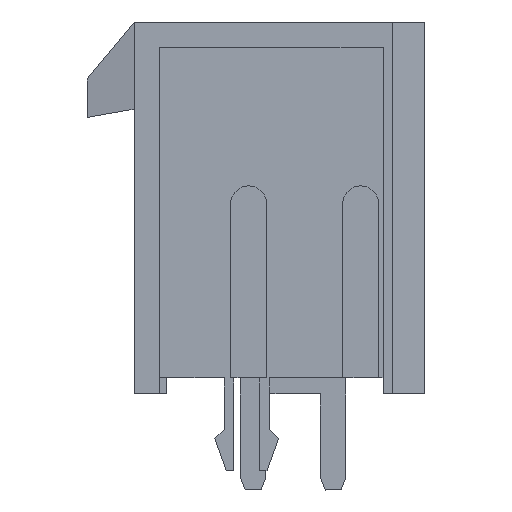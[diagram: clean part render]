
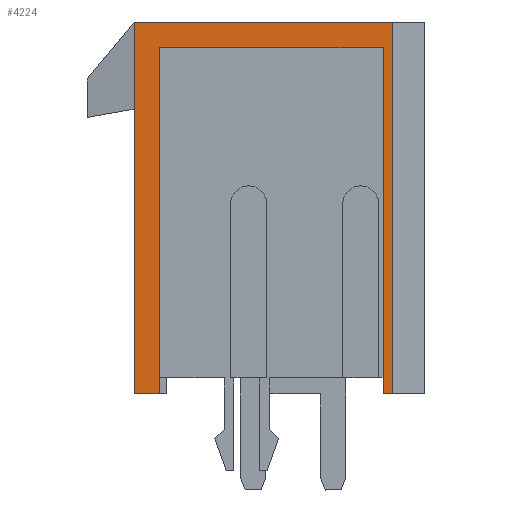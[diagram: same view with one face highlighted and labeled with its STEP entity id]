
A CAD part, left-side view. The second image highlights one B-rep face of the part: STEP entity #4224.
In plain terms, the highlighted planar face has unit normal (-1, 0, 0).
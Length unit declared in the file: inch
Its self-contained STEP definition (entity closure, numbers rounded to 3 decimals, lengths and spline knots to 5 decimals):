
#219 = ORIENTED_EDGE ( 'NONE', *, *, #4794, .T. ) ;
#361 = LINE ( 'NONE', #8758, #6377 ) ;
#391 = EDGE_CURVE ( 'NONE', #3198, #3074, #361, .T. ) ;
#405 = CARTESIAN_POINT ( 'NONE',  ( -0.267, 0.311, 0. ) ) ;
#774 = LINE ( 'NONE', #6187, #1325 ) ;
#871 = VECTOR ( 'NONE', #2367, 39.37008 ) ;
#976 = VECTOR ( 'NONE', #4481, 39.37008 ) ;
#1036 = CARTESIAN_POINT ( 'NONE',  ( -0.267, 0.311, 0. ) ) ;
#1245 = EDGE_CURVE ( 'NONE', #5593, #3190, #9226, .T. ) ;
#1325 = VECTOR ( 'NONE', #4082, 39.37008 ) ;
#1340 = EDGE_CURVE ( 'NONE', #2442, #1747, #7604, .T. ) ;
#1372 = LINE ( 'NONE', #405, #8824 ) ;
#1420 = LINE ( 'NONE', #9423, #976 ) ;
#1600 = VECTOR ( 'NONE', #7798, 39.37008 ) ;
#1608 = DIRECTION ( 'NONE',  ( 0., 0., -1. ) ) ;
#1640 = CARTESIAN_POINT ( 'NONE',  ( -0.267, 0.084, 0. ) ) ;
#1747 = VERTEX_POINT ( 'NONE', #4357 ) ;
#1851 = CARTESIAN_POINT ( 'NONE',  ( -0.267, 0.311, 0. ) ) ;
#1875 = LINE ( 'NONE', #1640, #871 ) ;
#1912 = ORIENTED_EDGE ( 'NONE', *, *, #7382, .T. ) ;
#2077 = CARTESIAN_POINT ( 'NONE',  ( -0.267, 0.084, 0.581 ) ) ;
#2232 = PLANE ( 'NONE',  #5403 ) ;
#2257 = CARTESIAN_POINT ( 'NONE',  ( -0.267, 0.311, 0. ) ) ;
#2367 = DIRECTION ( 'NONE',  ( 0., -1., 0. ) ) ;
#2442 = VERTEX_POINT ( 'NONE', #1851 ) ;
#2933 = ORIENTED_EDGE ( 'NONE', *, *, #1245, .F. ) ;
#3074 = VERTEX_POINT ( 'NONE', #3185 ) ;
#3155 = EDGE_CURVE ( 'NONE', #1747, #3198, #774, .T. ) ;
#3185 = CARTESIAN_POINT ( 'NONE',  ( -0.267, -0.078, 0.541 ) ) ;
#3190 = VERTEX_POINT ( 'NONE', #3234 ) ;
#3198 = VERTEX_POINT ( 'NONE', #7592 ) ;
#3234 = CARTESIAN_POINT ( 'NONE',  ( -0.267, -0.093, 0. ) ) ;
#3388 = DIRECTION ( 'NONE',  ( 0., 0., -1. ) ) ;
#4082 = DIRECTION ( 'NONE',  ( 0., 0., 1. ) ) ;
#4224 = ADVANCED_FACE ( 'NONE', ( #7845 ), #2232, .T. ) ;
#4357 = CARTESIAN_POINT ( 'NONE',  ( -0.267, 0.271, 0. ) ) ;
#4481 = DIRECTION ( 'NONE',  ( 0., 0., -1. ) ) ;
#4491 = CARTESIAN_POINT ( 'NONE',  ( -0.267, -0.093, 0. ) ) ;
#4736 = DIRECTION ( 'NONE',  ( 0., -1., 0. ) ) ;
#4794 = EDGE_CURVE ( 'NONE', #6541, #3190, #1875, .T. ) ;
#4998 = VECTOR ( 'NONE', #4736, 39.37008 ) ;
#5341 = LINE ( 'NONE', #2077, #1600 ) ;
#5403 = AXIS2_PLACEMENT_3D ( 'NONE', #2257, #6640, #7282 ) ;
#5593 = VERTEX_POINT ( 'NONE', #9073 ) ;
#5730 = ORIENTED_EDGE ( 'NONE', *, *, #3155, .T. ) ;
#6187 = CARTESIAN_POINT ( 'NONE',  ( -0.267, 0.271, 0. ) ) ;
#6377 = VECTOR ( 'NONE', #9418, 39.37008 ) ;
#6393 = EDGE_LOOP ( 'NONE', ( #8345, #5730, #7770, #1912, #219, #2933, #8940, #9289 ) ) ;
#6541 = VERTEX_POINT ( 'NONE', #6941 ) ;
#6640 = DIRECTION ( 'NONE',  ( -1., 0., 0. ) ) ;
#6941 = CARTESIAN_POINT ( 'NONE',  ( -0.267, -0.078, 0. ) ) ;
#7006 = EDGE_CURVE ( 'NONE', #8029, #2442, #1372, .T. ) ;
#7282 = DIRECTION ( 'NONE',  ( 0., -1., 0. ) ) ;
#7382 = EDGE_CURVE ( 'NONE', #3074, #6541, #1420, .T. ) ;
#7495 = VECTOR ( 'NONE', #1608, 39.37008 ) ;
#7592 = CARTESIAN_POINT ( 'NONE',  ( -0.267, 0.271, 0.541 ) ) ;
#7604 = LINE ( 'NONE', #1036, #4998 ) ;
#7770 = ORIENTED_EDGE ( 'NONE', *, *, #391, .T. ) ;
#7798 = DIRECTION ( 'NONE',  ( 0., -1., 0. ) ) ;
#7845 = FACE_OUTER_BOUND ( 'NONE', #6393, .T. ) ;
#8029 = VERTEX_POINT ( 'NONE', #8042 ) ;
#8042 = CARTESIAN_POINT ( 'NONE',  ( -0.267, 0.311, 0.581 ) ) ;
#8345 = ORIENTED_EDGE ( 'NONE', *, *, #1340, .T. ) ;
#8758 = CARTESIAN_POINT ( 'NONE',  ( -0.267, 0.311, 0.541 ) ) ;
#8824 = VECTOR ( 'NONE', #3388, 39.37008 ) ;
#8940 = ORIENTED_EDGE ( 'NONE', *, *, #9333, .F. ) ;
#9073 = CARTESIAN_POINT ( 'NONE',  ( -0.267, -0.093, 0.581 ) ) ;
#9226 = LINE ( 'NONE', #4491, #7495 ) ;
#9289 = ORIENTED_EDGE ( 'NONE', *, *, #7006, .T. ) ;
#9333 = EDGE_CURVE ( 'NONE', #8029, #5593, #5341, .T. ) ;
#9418 = DIRECTION ( 'NONE',  ( 0., -1., 0. ) ) ;
#9423 = CARTESIAN_POINT ( 'NONE',  ( -0.267, -0.078, 0. ) ) ;
